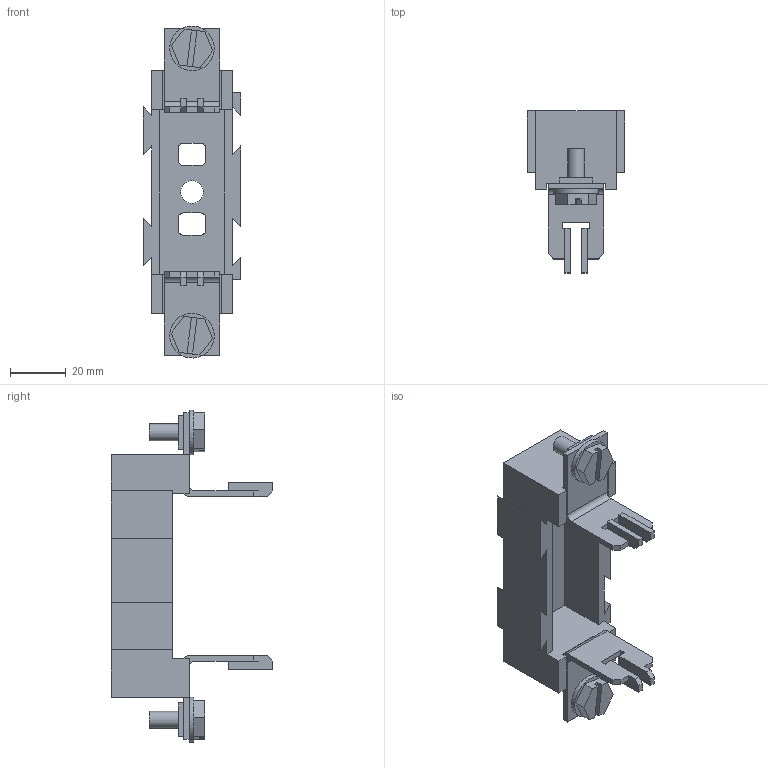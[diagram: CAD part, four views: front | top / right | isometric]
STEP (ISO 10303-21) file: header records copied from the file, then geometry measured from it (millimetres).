
FILE_DESCRIPTION((''),'2;1');
FILE_NAME('03350000.stp','2009-10-02T10:18:07',('rauch'),(''),'Autodesk Inventor 2009','Autodesk Inventor 2009','');
FILE_SCHEMA(('AUTOMOTIVE_DESIGN { 1 0 10303 214 1 1 1 1 }'));
Length unit declared in the file: millimetre
Products named in the file (5): 03350000; 79160000; 71264000; 80145000; DIN 125-2 A B 8,4
Assembly tree (7 placements, depth 2):
  03350000
    79160000
    71264000  x2
    80145000  x2
    DIN 125-2 A B 8,4  x2
Bounding box: 35 x 58 x 118.98 mm (x, y, z)
Volume: 46746 mm3; surface area: 23841.7 mm2
Topology: 7 solids, 7 shells, 167 faces, 441 edges, 294 vertices
Faces by surface type: plane 144, cylinder 19, bspline 4
Full cylindrical faces by diameter (mm): 6 x2, 8.246 x1, 8.4 x2, 16 x2
Entity records: 3708 total; most frequent: CARTESIAN_POINT 663, ORIENTED_EDGE 600, DIRECTION 578, EDGE_CURVE 300, VECTOR 268, LINE 268, VERTEX_POINT 204, AXIS2_PLACEMENT_3D 155
